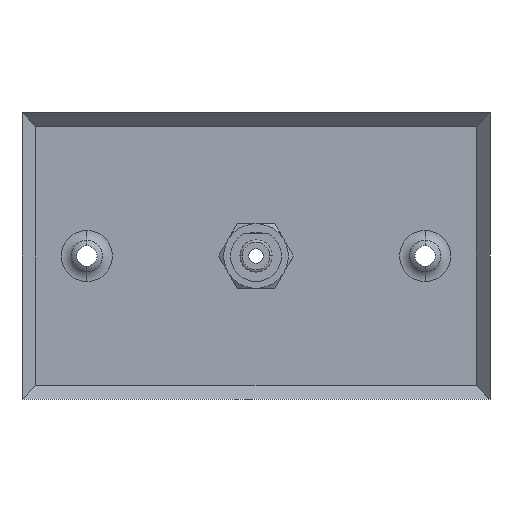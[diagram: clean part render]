
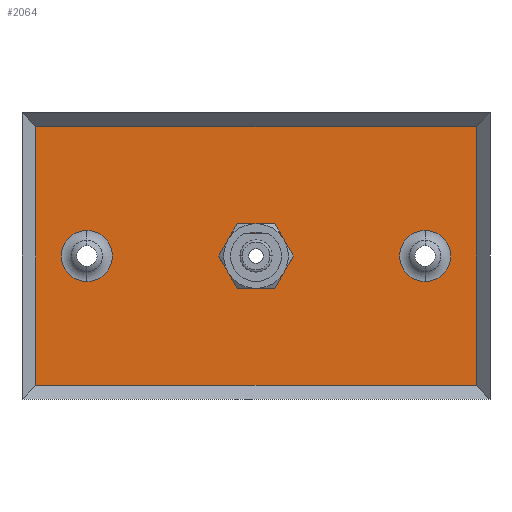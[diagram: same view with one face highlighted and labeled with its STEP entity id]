
A CAD part, front view. The second image highlights one B-rep face of the part: STEP entity #2064.
In plain terms, the highlighted planar face has unit normal (0, -1, 0).
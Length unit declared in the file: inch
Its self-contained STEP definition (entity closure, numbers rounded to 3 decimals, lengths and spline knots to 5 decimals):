
#1327 = EDGE_CURVE ( 'NONE', #1342, #1328, #5360, .T. ) ;
#1328 = VERTEX_POINT ( 'NONE', #5355 ) ;
#1342 = VERTEX_POINT ( 'NONE', #5405 ) ;
#1372 = VERTEX_POINT ( 'NONE', #5547 ) ;
#1373 = EDGE_CURVE ( 'NONE', #1372, #1374, #5546, .T. ) ;
#1374 = VERTEX_POINT ( 'NONE', #5541 ) ;
#2020 = VERTEX_POINT ( 'NONE', #6939 ) ;
#2021 = ORIENTED_EDGE ( 'NONE', *, *, #2022, .F. ) ;
#2022 = EDGE_CURVE ( 'NONE', #2076, #2020, #6934, .T. ) ;
#2023 = EDGE_LOOP ( 'NONE', ( #2024, #2025 ) ) ;
#2024 = ORIENTED_EDGE ( 'NONE', *, *, #7967, .F. ) ;
#2025 = ORIENTED_EDGE ( 'NONE', *, *, #2026, .F. ) ;
#2026 = EDGE_CURVE ( 'NONE', #8023, #7824, #6930, .T. ) ;
#2027 = EDGE_LOOP ( 'NONE', ( #2028, #2030 ) ) ;
#2028 = ORIENTED_EDGE ( 'NONE', *, *, #2029, .T. ) ;
#2029 = EDGE_CURVE ( 'NONE', #1374, #1372, #6925, .T. ) ;
#2030 = ORIENTED_EDGE ( 'NONE', *, *, #1373, .T. ) ;
#2064 = ADVANCED_FACE ( 'NONE', ( #6992, #6991, #6990, #6989 ), #6988, .T. ) ;
#2065 = EDGE_LOOP ( 'NONE', ( #2066, #2069, #2071 ) ) ;
#2066 = ORIENTED_EDGE ( 'NONE', *, *, #2067, .F. ) ;
#2067 = EDGE_CURVE ( 'NONE', #2068, #1342, #6986, .T. ) ;
#2068 = VERTEX_POINT ( 'NONE', #7042 ) ;
#2069 = ORIENTED_EDGE ( 'NONE', *, *, #2070, .F. ) ;
#2070 = EDGE_CURVE ( 'NONE', #1328, #2068, #7041, .T. ) ;
#2071 = ORIENTED_EDGE ( 'NONE', *, *, #1327, .F. ) ;
#2072 = EDGE_LOOP ( 'NONE', ( #2073, #2077, #2080, #2021 ) ) ;
#2073 = ORIENTED_EDGE ( 'NONE', *, *, #2074, .F. ) ;
#2074 = EDGE_CURVE ( 'NONE', #2075, #2076, #7037, .T. ) ;
#2075 = VERTEX_POINT ( 'NONE', #7033 ) ;
#2076 = VERTEX_POINT ( 'NONE', #7032 ) ;
#2077 = ORIENTED_EDGE ( 'NONE', *, *, #2078, .F. ) ;
#2078 = EDGE_CURVE ( 'NONE', #2079, #2075, #7031, .T. ) ;
#2079 = VERTEX_POINT ( 'NONE', #7027 ) ;
#2080 = ORIENTED_EDGE ( 'NONE', *, *, #2081, .F. ) ;
#2081 = EDGE_CURVE ( 'NONE', #2020, #2079, #7026, .T. ) ;
#5355 = CARTESIAN_POINT ( 'NONE',  ( 0.12826, 0., 0.2175 ) ) ;
#5356 = DIRECTION ( 'NONE',  ( 0., 0., -1. ) ) ;
#5357 = DIRECTION ( 'NONE',  ( 0., -1., 0. ) ) ;
#5358 = CARTESIAN_POINT ( 'NONE',  ( 0., 0., 0. ) ) ;
#5359 = AXIS2_PLACEMENT_3D ( 'NONE', #5358, #5357, #5356 ) ;
#5360 = CIRCLE ( 'NONE', #5359, 0.2525 ) ;
#5405 = CARTESIAN_POINT ( 'NONE',  ( 0., 0., -0.2525 ) ) ;
#5541 = CARTESIAN_POINT ( 'NONE',  ( 1.6338, 0., 0.24656 ) ) ;
#5542 = DIRECTION ( 'NONE',  ( 0., 0., 1. ) ) ;
#5543 = DIRECTION ( 'NONE',  ( 0., 1., 0. ) ) ;
#5544 = CARTESIAN_POINT ( 'NONE',  ( 1.6338, 0., 0. ) ) ;
#5545 = AXIS2_PLACEMENT_3D ( 'NONE', #5544, #5543, #5542 ) ;
#5546 = CIRCLE ( 'NONE', #5545, 0.24656 ) ;
#5547 = CARTESIAN_POINT ( 'NONE',  ( 1.6338, 0., -0.24656 ) ) ;
#6921 = DIRECTION ( 'NONE',  ( 0., 0., 1. ) ) ;
#6922 = DIRECTION ( 'NONE',  ( 0., 1., 0. ) ) ;
#6923 = CARTESIAN_POINT ( 'NONE',  ( 1.6338, 0., 0. ) ) ;
#6924 = AXIS2_PLACEMENT_3D ( 'NONE', #6923, #6922, #6921 ) ;
#6925 = CIRCLE ( 'NONE', #6924, 0.24656 ) ;
#6926 = DIRECTION ( 'NONE',  ( 0., 0., 1. ) ) ;
#6927 = DIRECTION ( 'NONE',  ( 0., -1., 0. ) ) ;
#6928 = CARTESIAN_POINT ( 'NONE',  ( -1.6338, 0., 0. ) ) ;
#6929 = AXIS2_PLACEMENT_3D ( 'NONE', #6928, #6927, #6926 ) ;
#6930 = CIRCLE ( 'NONE', #6929, 0.24656 ) ;
#6931 = DIRECTION ( 'NONE',  ( -1., 0., 0. ) ) ;
#6932 = VECTOR ( 'NONE', #6931, 39.37008 ) ;
#6933 = CARTESIAN_POINT ( 'NONE',  ( 2.125, 0., -1.25 ) ) ;
#6934 = LINE ( 'NONE', #6933, #6932 ) ;
#6939 = CARTESIAN_POINT ( 'NONE',  ( -2.125, 0., -1.25 ) ) ;
#6979 = DIRECTION ( 'NONE',  ( 0., 0., -1. ) ) ;
#6980 = DIRECTION ( 'NONE',  ( 0., -1., 0. ) ) ;
#6981 = CARTESIAN_POINT ( 'NONE',  ( 0., 0., 0. ) ) ;
#6982 = AXIS2_PLACEMENT_3D ( 'NONE', #6981, #6980, #6979 ) ;
#6983 = DIRECTION ( 'NONE',  ( 0., 0., -1. ) ) ;
#6984 = DIRECTION ( 'NONE',  ( 0., -1., 0. ) ) ;
#6985 = AXIS2_PLACEMENT_3D ( 'NONE', #6987, #6984, #6983 ) ;
#6986 = CIRCLE ( 'NONE', #6982, 0.2525 ) ;
#6987 = CARTESIAN_POINT ( 'NONE',  ( 2.125, 0., 1.25 ) ) ;
#6988 = PLANE ( 'NONE',  #6985 ) ;
#6989 = FACE_BOUND ( 'NONE', #2027, .T. ) ;
#6990 = FACE_BOUND ( 'NONE', #2023, .T. ) ;
#6991 = FACE_OUTER_BOUND ( 'NONE', #2072, .T. ) ;
#6992 = FACE_BOUND ( 'NONE', #2065, .T. ) ;
#7023 = DIRECTION ( 'NONE',  ( 0., 0., 1. ) ) ;
#7024 = VECTOR ( 'NONE', #7023, 39.37008 ) ;
#7025 = CARTESIAN_POINT ( 'NONE',  ( -2.125, 0., -1.25 ) ) ;
#7026 = LINE ( 'NONE', #7025, #7024 ) ;
#7027 = CARTESIAN_POINT ( 'NONE',  ( -2.125, 0., 1.25 ) ) ;
#7028 = DIRECTION ( 'NONE',  ( 1., 0., 0. ) ) ;
#7029 = VECTOR ( 'NONE', #7028, 39.37008 ) ;
#7030 = CARTESIAN_POINT ( 'NONE',  ( 2.125, 0., 1.25 ) ) ;
#7031 = LINE ( 'NONE', #7030, #7029 ) ;
#7032 = CARTESIAN_POINT ( 'NONE',  ( 2.125, 0., -1.25 ) ) ;
#7033 = CARTESIAN_POINT ( 'NONE',  ( 2.125, 0., 1.25 ) ) ;
#7034 = DIRECTION ( 'NONE',  ( 0., 0., -1. ) ) ;
#7035 = VECTOR ( 'NONE', #7034, 39.37008 ) ;
#7036 = CARTESIAN_POINT ( 'NONE',  ( 2.125, 0., -1.25 ) ) ;
#7037 = LINE ( 'NONE', #7036, #7035 ) ;
#7038 = DIRECTION ( 'NONE',  ( -1., 0., 0. ) ) ;
#7039 = VECTOR ( 'NONE', #7038, 39.37008 ) ;
#7040 = CARTESIAN_POINT ( 'NONE',  ( -0.12826, 0., 0.2175 ) ) ;
#7041 = LINE ( 'NONE', #7040, #7039 ) ;
#7042 = CARTESIAN_POINT ( 'NONE',  ( -0.12826, 0., 0.2175 ) ) ;
#7810 = CARTESIAN_POINT ( 'NONE',  ( -1.6338, 0., 0.24656 ) ) ;
#7812 = DIRECTION ( 'NONE',  ( 0., -1., 0. ) ) ;
#7813 = CARTESIAN_POINT ( 'NONE',  ( -1.6338, 0., 0. ) ) ;
#7814 = AXIS2_PLACEMENT_3D ( 'NONE', #7813, #7812, #7879 ) ;
#7819 = CIRCLE ( 'NONE', #7814, 0.24656 ) ;
#7824 = VERTEX_POINT ( 'NONE', #7810 ) ;
#7856 = CARTESIAN_POINT ( 'NONE',  ( -1.6338, 0., -0.24656 ) ) ;
#7879 = DIRECTION ( 'NONE',  ( 0., 0., 1. ) ) ;
#7967 = EDGE_CURVE ( 'NONE', #7824, #8023, #7819, .T. ) ;
#8023 = VERTEX_POINT ( 'NONE', #7856 ) ;
